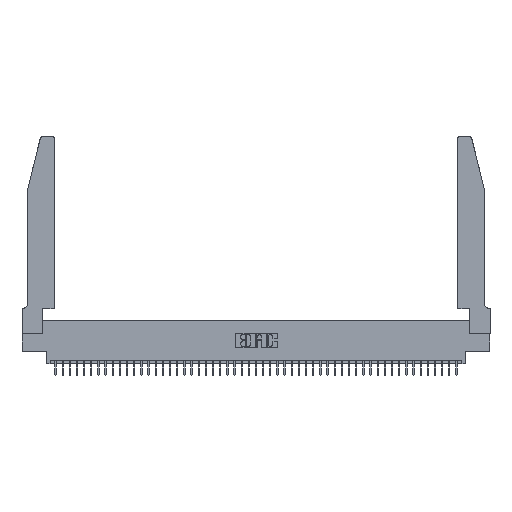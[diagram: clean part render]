
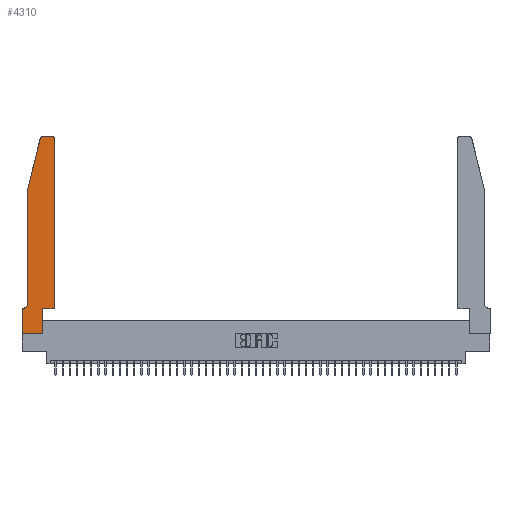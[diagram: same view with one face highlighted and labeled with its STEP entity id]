
A CAD part, top view. The second image highlights one B-rep face of the part: STEP entity #4310.
In plain terms, the highlighted planar face has unit normal (0, 0, 1).
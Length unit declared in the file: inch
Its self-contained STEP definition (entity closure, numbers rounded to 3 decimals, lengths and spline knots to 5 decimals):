
#266 = LINE ( 'NONE', #11462, #27715 ) ;
#408 = VERTEX_POINT ( 'NONE', #11210 ) ;
#1115 = VECTOR ( 'NONE', #12195, 39.37008 ) ;
#2121 = VERTEX_POINT ( 'NONE', #13008 ) ;
#3326 = DIRECTION ( 'NONE',  ( 0., -1., 0. ) ) ;
#3548 = EDGE_CURVE ( 'NONE', #4741, #44971, #29922, .T. ) ;
#3583 = CIRCLE ( 'NONE', #46856, 0.07 ) ;
#4030 = AXIS2_PLACEMENT_3D ( 'NONE', #6191, #32091, #9951 ) ;
#4268 = ORIENTED_EDGE ( 'NONE', *, *, #31140, .T. ) ;
#4310 = ADVANCED_FACE ( 'NONE', ( #7804 ), #10777, .T. ) ;
#4651 = CARTESIAN_POINT ( 'NONE',  ( 0.0055, 0.35, 0.37 ) ) ;
#4741 = VERTEX_POINT ( 'NONE', #9436 ) ;
#5785 = ORIENTED_EDGE ( 'NONE', *, *, #3548, .T. ) ;
#6089 = ORIENTED_EDGE ( 'NONE', *, *, #9707, .T. ) ;
#6191 = CARTESIAN_POINT ( 'NONE',  ( 0.284, 2.72, 0.37 ) ) ;
#6326 = EDGE_CURVE ( 'NONE', #44971, #8946, #27422, .T. ) ;
#6386 = DIRECTION ( 'NONE',  ( 0., 0., -1. ) ) ;
#7004 = EDGE_CURVE ( 'NONE', #23269, #26456, #11685, .T. ) ;
#7098 = VECTOR ( 'NONE', #31058, 39.37008 ) ;
#7672 = CIRCLE ( 'NONE', #4030, 0.03 ) ;
#7685 = DIRECTION ( 'NONE',  ( 1., 0., 0. ) ) ;
#7804 = FACE_OUTER_BOUND ( 'NONE', #38760, .T. ) ;
#7860 = VECTOR ( 'NONE', #21823, 39.37008 ) ;
#8456 = CARTESIAN_POINT ( 'NONE',  ( 0.4505, 0.35, 0.37 ) ) ;
#8698 = ORIENTED_EDGE ( 'NONE', *, *, #45900, .T. ) ;
#8873 = CARTESIAN_POINT ( 'NONE',  ( 0.0755, 0.35, 0.37 ) ) ;
#8946 = VERTEX_POINT ( 'NONE', #27253 ) ;
#9436 = CARTESIAN_POINT ( 'NONE',  ( 0.2865, 0., 0.37 ) ) ;
#9707 = EDGE_CURVE ( 'NONE', #2121, #45891, #3583, .T. ) ;
#9951 = DIRECTION ( 'NONE',  ( 1., 0., 0. ) ) ;
#10221 = VECTOR ( 'NONE', #32326, 39.37008 ) ;
#10614 = CARTESIAN_POINT ( 'NONE',  ( 0., 0.35, 0.37 ) ) ;
#10710 = VECTOR ( 'NONE', #17421, 39.37008 ) ;
#10777 = PLANE ( 'NONE',  #47611 ) ;
#11210 = CARTESIAN_POINT ( 'NONE',  ( 0.25487, 2.72718, 0.37 ) ) ;
#11462 = CARTESIAN_POINT ( 'NONE',  ( 0., 0., 0.37 ) ) ;
#11562 = AXIS2_PLACEMENT_3D ( 'NONE', #36913, #14921, #40535 ) ;
#11685 = CIRCLE ( 'NONE', #11562, 0.03 ) ;
#12195 = DIRECTION ( 'NONE',  ( 0., 1., 0. ) ) ;
#12218 = ORIENTED_EDGE ( 'NONE', *, *, #6326, .T. ) ;
#13008 = CARTESIAN_POINT ( 'NONE',  ( 0.0755, 0.42, 0.37 ) ) ;
#14506 = DIRECTION ( 'NONE',  ( 1., 0., 0. ) ) ;
#14921 = DIRECTION ( 'NONE',  ( 0., 0., 1. ) ) ;
#14922 = VECTOR ( 'NONE', #36446, 39.37008 ) ;
#14961 = ORIENTED_EDGE ( 'NONE', *, *, #26422, .T. ) ;
#17186 = CARTESIAN_POINT ( 'NONE',  ( 0., 0., 0.37 ) ) ;
#17421 = DIRECTION ( 'NONE',  ( -1., 0., 0. ) ) ;
#17673 = EDGE_CURVE ( 'NONE', #45891, #35114, #35357, .T. ) ;
#17951 = CARTESIAN_POINT ( 'NONE',  ( 0.2865, 0.35, 0.37 ) ) ;
#17989 = ORIENTED_EDGE ( 'NONE', *, *, #45121, .T. ) ;
#20947 = VERTEX_POINT ( 'NONE', #17186 ) ;
#21741 = LINE ( 'NONE', #42972, #10710 ) ;
#21755 = CARTESIAN_POINT ( 'NONE',  ( 0.0755, 2., 0.37 ) ) ;
#21823 = DIRECTION ( 'NONE',  ( -0.239, -0.971, 0. ) ) ;
#23269 = VERTEX_POINT ( 'NONE', #37496 ) ;
#23566 = ORIENTED_EDGE ( 'NONE', *, *, #32183, .T. ) ;
#26422 = EDGE_CURVE ( 'NONE', #26456, #41500, #21741, .T. ) ;
#26456 = VERTEX_POINT ( 'NONE', #43117 ) ;
#27253 = CARTESIAN_POINT ( 'NONE',  ( 0.4505, 0.35, 0.37 ) ) ;
#27422 = LINE ( 'NONE', #33512, #37029 ) ;
#27715 = VECTOR ( 'NONE', #40775, 39.37008 ) ;
#28639 = CARTESIAN_POINT ( 'NONE',  ( 0.0055, 0.42, 0.37 ) ) ;
#28693 = CARTESIAN_POINT ( 'NONE',  ( 0.2865, 0.35, 0.37 ) ) ;
#29258 = CARTESIAN_POINT ( 'NONE',  ( 0., 0.35, 0.37 ) ) ;
#29473 = ORIENTED_EDGE ( 'NONE', *, *, #45488, .T. ) ;
#29922 = LINE ( 'NONE', #28693, #10221 ) ;
#30815 = LINE ( 'NONE', #8456, #1115 ) ;
#31058 = DIRECTION ( 'NONE',  ( -1., 0., 0. ) ) ;
#31140 = EDGE_CURVE ( 'NONE', #35114, #20947, #35636, .T. ) ;
#32091 = DIRECTION ( 'NONE',  ( 0., 0., 1. ) ) ;
#32183 = EDGE_CURVE ( 'NONE', #408, #39176, #36087, .T. ) ;
#32274 = DIRECTION ( 'NONE',  ( -1., 0., 0. ) ) ;
#32326 = DIRECTION ( 'NONE',  ( 0., 1., 0. ) ) ;
#32946 = ORIENTED_EDGE ( 'NONE', *, *, #7004, .T. ) ;
#33512 = CARTESIAN_POINT ( 'NONE',  ( 0.4505, 0.35, 0.37 ) ) ;
#33902 = EDGE_CURVE ( 'NONE', #39176, #2121, #43054, .T. ) ;
#34333 = ORIENTED_EDGE ( 'NONE', *, *, #17673, .T. ) ;
#35114 = VERTEX_POINT ( 'NONE', #10614 ) ;
#35357 = LINE ( 'NONE', #8873, #7098 ) ;
#35636 = LINE ( 'NONE', #39910, #14922 ) ;
#36087 = LINE ( 'NONE', #43621, #7860 ) ;
#36446 = DIRECTION ( 'NONE',  ( 0., -1., 0. ) ) ;
#36492 = DIRECTION ( 'NONE',  ( 0., 0., 1. ) ) ;
#36913 = CARTESIAN_POINT ( 'NONE',  ( 0.4205, 2.72, 0.37 ) ) ;
#37029 = VECTOR ( 'NONE', #7685, 39.37008 ) ;
#37496 = CARTESIAN_POINT ( 'NONE',  ( 0.4505, 2.72, 0.37 ) ) ;
#38448 = CARTESIAN_POINT ( 'NONE',  ( 0.284, 2.75, 0.37 ) ) ;
#38760 = EDGE_LOOP ( 'NONE', ( #14961, #29473, #23566, #45190, #6089, #34333, #4268, #17989, #5785, #12218, #8698, #32946 ) ) ;
#39176 = VERTEX_POINT ( 'NONE', #44181 ) ;
#39910 = CARTESIAN_POINT ( 'NONE',  ( 0., 0., 0.37 ) ) ;
#40535 = DIRECTION ( 'NONE',  ( 1., 0., 0. ) ) ;
#40775 = DIRECTION ( 'NONE',  ( 1., 0., 0. ) ) ;
#41500 = VERTEX_POINT ( 'NONE', #38448 ) ;
#41910 = VECTOR ( 'NONE', #3326, 39.37008 ) ;
#42972 = CARTESIAN_POINT ( 'NONE',  ( 0.2605, 2.75, 0.37 ) ) ;
#43054 = LINE ( 'NONE', #21755, #41910 ) ;
#43117 = CARTESIAN_POINT ( 'NONE',  ( 0.4205, 2.75, 0.37 ) ) ;
#43621 = CARTESIAN_POINT ( 'NONE',  ( 0.0755, 2., 0.37 ) ) ;
#44181 = CARTESIAN_POINT ( 'NONE',  ( 0.0755, 2., 0.37 ) ) ;
#44971 = VERTEX_POINT ( 'NONE', #17951 ) ;
#45121 = EDGE_CURVE ( 'NONE', #20947, #4741, #266, .T. ) ;
#45190 = ORIENTED_EDGE ( 'NONE', *, *, #33902, .T. ) ;
#45488 = EDGE_CURVE ( 'NONE', #41500, #408, #7672, .T. ) ;
#45891 = VERTEX_POINT ( 'NONE', #4651 ) ;
#45900 = EDGE_CURVE ( 'NONE', #8946, #23269, #30815, .T. ) ;
#46856 = AXIS2_PLACEMENT_3D ( 'NONE', #28639, #6386, #32274 ) ;
#47611 = AXIS2_PLACEMENT_3D ( 'NONE', #29258, #36492, #14506 ) ;
